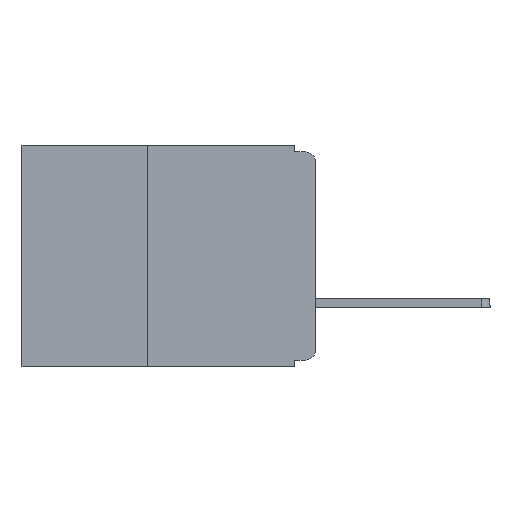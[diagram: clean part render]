
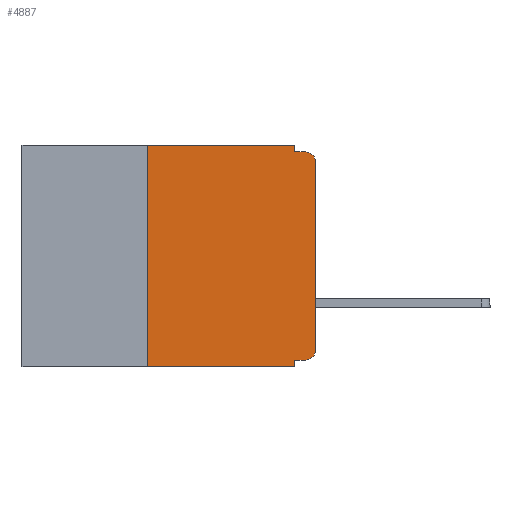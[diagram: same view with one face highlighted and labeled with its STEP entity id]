
A CAD part, left-side view. The second image highlights one B-rep face of the part: STEP entity #4887.
In plain terms, the highlighted planar face has unit normal (-1, 0, 0).
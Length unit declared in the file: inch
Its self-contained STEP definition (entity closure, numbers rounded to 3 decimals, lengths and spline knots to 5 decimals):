
#12 = VERTEX_POINT ( 'NONE', #1545 ) ;
#394 = EDGE_CURVE ( 'NONE', #1122, #12, #1622, .T. ) ;
#449 = LINE ( 'NONE', #11632, #14296 ) ;
#701 = DIRECTION ( 'NONE',  ( 0., 0., -1. ) ) ;
#966 = EDGE_CURVE ( 'NONE', #7095, #2222, #11565, .T. ) ;
#1122 = VERTEX_POINT ( 'NONE', #3022 ) ;
#1319 = CARTESIAN_POINT ( 'NONE',  ( 0., 0.015, -0.025 ) ) ;
#1376 = DIRECTION ( 'NONE',  ( 0., 0., -1. ) ) ;
#1545 = CARTESIAN_POINT ( 'NONE',  ( 0., 0.015, -0.01 ) ) ;
#1622 = CIRCLE ( 'NONE', #5760, 0.015 ) ;
#1953 = ORIENTED_EDGE ( 'NONE', *, *, #9493, .T. ) ;
#1976 = VERTEX_POINT ( 'NONE', #12432 ) ;
#2190 = LINE ( 'NONE', #7295, #9433 ) ;
#2213 = DIRECTION ( 'NONE',  ( 0., -1., 0. ) ) ;
#2222 = VERTEX_POINT ( 'NONE', #12996 ) ;
#2705 = LINE ( 'NONE', #5364, #9918 ) ;
#2763 = CARTESIAN_POINT ( 'NONE',  ( 0., 0.437, 0. ) ) ;
#3022 = CARTESIAN_POINT ( 'NONE',  ( 0., 0., -0.025 ) ) ;
#3483 = ORIENTED_EDGE ( 'NONE', *, *, #10273, .T. ) ;
#3916 = ORIENTED_EDGE ( 'NONE', *, *, #394, .T. ) ;
#4033 = LINE ( 'NONE', #7705, #10762 ) ;
#4306 = DIRECTION ( 'NONE',  ( -1., 0., 0. ) ) ;
#4324 = VERTEX_POINT ( 'NONE', #12260 ) ;
#4332 = VERTEX_POINT ( 'NONE', #12191 ) ;
#4887 = ADVANCED_FACE ( 'NONE', ( #6163 ), #6427, .F. ) ;
#5364 = CARTESIAN_POINT ( 'NONE',  ( 0., 0.437, -0.33 ) ) ;
#5551 = VERTEX_POINT ( 'NONE', #11282 ) ;
#5760 = AXIS2_PLACEMENT_3D ( 'NONE', #1319, #4306, #701 ) ;
#6163 = FACE_OUTER_BOUND ( 'NONE', #16524, .T. ) ;
#6229 = LINE ( 'NONE', #6922, #9399 ) ;
#6252 = VECTOR ( 'NONE', #10832, 39.37008 ) ;
#6399 = DIRECTION ( 'NONE',  ( 0., 0., -1. ) ) ;
#6423 = DIRECTION ( 'NONE',  ( 1., 0., 0. ) ) ;
#6427 = PLANE ( 'NONE',  #13143 ) ;
#6445 = DIRECTION ( 'NONE',  ( -1., 0., 0. ) ) ;
#6461 = VERTEX_POINT ( 'NONE', #17059 ) ;
#6485 = DIRECTION ( 'NONE',  ( 0., 0., -1. ) ) ;
#6610 = CARTESIAN_POINT ( 'NONE',  ( 0., 0.437, 0. ) ) ;
#6612 = CARTESIAN_POINT ( 'NONE',  ( 0., 0.015, -0.305 ) ) ;
#6922 = CARTESIAN_POINT ( 'NONE',  ( 0., 0.031, -0.33 ) ) ;
#7095 = VERTEX_POINT ( 'NONE', #14505 ) ;
#7123 = EDGE_CURVE ( 'NONE', #5551, #14288, #14104, .T. ) ;
#7295 = CARTESIAN_POINT ( 'NONE',  ( 0., 0.031, 0. ) ) ;
#7561 = VECTOR ( 'NONE', #15882, 39.37008 ) ;
#7705 = CARTESIAN_POINT ( 'NONE',  ( 0., 0., -0.32 ) ) ;
#7831 = AXIS2_PLACEMENT_3D ( 'NONE', #6612, #6445, #6485 ) ;
#8391 = EDGE_CURVE ( 'NONE', #4332, #4324, #6229, .T. ) ;
#8405 = ORIENTED_EDGE ( 'NONE', *, *, #12551, .F. ) ;
#8818 = ORIENTED_EDGE ( 'NONE', *, *, #7123, .F. ) ;
#8864 = VECTOR ( 'NONE', #14800, 39.37008 ) ;
#9279 = CARTESIAN_POINT ( 'NONE',  ( 0., 0.25, 0. ) ) ;
#9399 = VECTOR ( 'NONE', #1376, 39.37008 ) ;
#9433 = VECTOR ( 'NONE', #16373, 39.37008 ) ;
#9493 = EDGE_CURVE ( 'NONE', #5551, #4324, #2705, .T. ) ;
#9918 = VECTOR ( 'NONE', #15871, 39.37008 ) ;
#10273 = EDGE_CURVE ( 'NONE', #2222, #1122, #12298, .T. ) ;
#10384 = DIRECTION ( 'NONE',  ( 0., 1., 0. ) ) ;
#10762 = VECTOR ( 'NONE', #10384, 39.37008 ) ;
#10832 = DIRECTION ( 'NONE',  ( 0., -1., 0. ) ) ;
#10862 = ORIENTED_EDGE ( 'NONE', *, *, #16177, .F. ) ;
#11282 = CARTESIAN_POINT ( 'NONE',  ( 0., 0.25, -0.33 ) ) ;
#11565 = CIRCLE ( 'NONE', #7831, 0.015 ) ;
#11632 = CARTESIAN_POINT ( 'NONE',  ( 0., 0., -0.01 ) ) ;
#11776 = EDGE_CURVE ( 'NONE', #6461, #12, #449, .T. ) ;
#12020 = CARTESIAN_POINT ( 'NONE',  ( 0., 0.25, -0.33 ) ) ;
#12069 = ORIENTED_EDGE ( 'NONE', *, *, #966, .T. ) ;
#12093 = EDGE_CURVE ( 'NONE', #1976, #6461, #2190, .T. ) ;
#12191 = CARTESIAN_POINT ( 'NONE',  ( 0., 0.031, -0.32 ) ) ;
#12260 = CARTESIAN_POINT ( 'NONE',  ( 0., 0.031, -0.33 ) ) ;
#12298 = LINE ( 'NONE', #13519, #8864 ) ;
#12432 = CARTESIAN_POINT ( 'NONE',  ( 0., 0.031, 0. ) ) ;
#12551 = EDGE_CURVE ( 'NONE', #14288, #1976, #16647, .T. ) ;
#12996 = CARTESIAN_POINT ( 'NONE',  ( 0., 0., -0.305 ) ) ;
#13143 = AXIS2_PLACEMENT_3D ( 'NONE', #6610, #6423, #6399 ) ;
#13519 = CARTESIAN_POINT ( 'NONE',  ( 0., 0., 0. ) ) ;
#14104 = LINE ( 'NONE', #12020, #7561 ) ;
#14288 = VERTEX_POINT ( 'NONE', #9279 ) ;
#14296 = VECTOR ( 'NONE', #2213, 39.37008 ) ;
#14486 = ORIENTED_EDGE ( 'NONE', *, *, #11776, .F. ) ;
#14505 = CARTESIAN_POINT ( 'NONE',  ( 0., 0.015, -0.32 ) ) ;
#14800 = DIRECTION ( 'NONE',  ( 0., 0., 1. ) ) ;
#14878 = ORIENTED_EDGE ( 'NONE', *, *, #12093, .F. ) ;
#15871 = DIRECTION ( 'NONE',  ( 0., -1., 0. ) ) ;
#15882 = DIRECTION ( 'NONE',  ( 0., 0., 1. ) ) ;
#16177 = EDGE_CURVE ( 'NONE', #7095, #4332, #4033, .T. ) ;
#16373 = DIRECTION ( 'NONE',  ( 0., 0., -1. ) ) ;
#16460 = ORIENTED_EDGE ( 'NONE', *, *, #8391, .F. ) ;
#16524 = EDGE_LOOP ( 'NONE', ( #3483, #3916, #14486, #14878, #8405, #8818, #1953, #16460, #10862, #12069 ) ) ;
#16647 = LINE ( 'NONE', #2763, #6252 ) ;
#17059 = CARTESIAN_POINT ( 'NONE',  ( 0., 0.031, -0.01 ) ) ;
